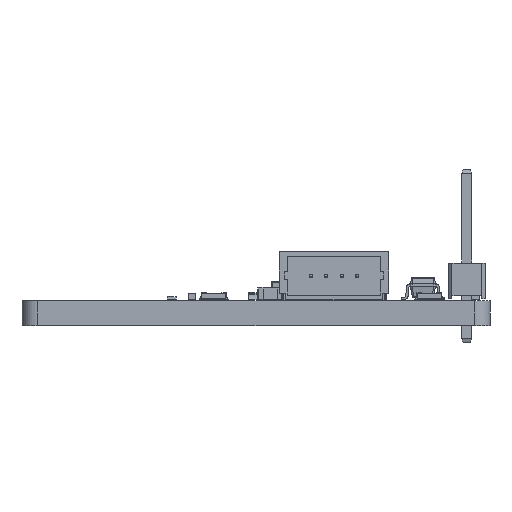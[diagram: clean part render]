
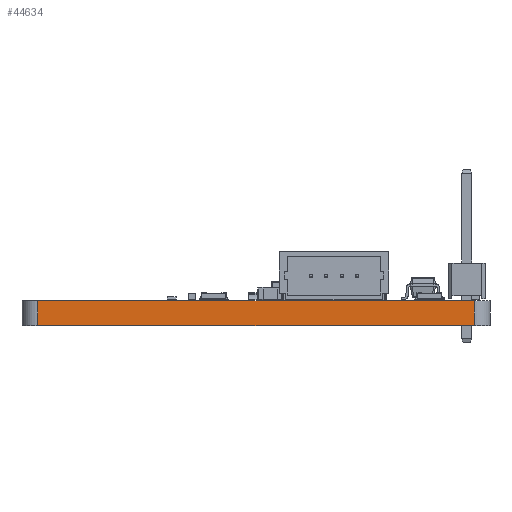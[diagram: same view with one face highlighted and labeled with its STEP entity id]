
A CAD part, front view. The second image highlights one B-rep face of the part: STEP entity #44634.
In plain terms, the highlighted planar face has unit normal (0, -1, 0).
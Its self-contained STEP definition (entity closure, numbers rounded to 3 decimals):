
#43372 = CYLINDRICAL_SURFACE('',#43373,1.);
#43373 = AXIS2_PLACEMENT_3D('',#43374,#43375,#43376);
#43374 = CARTESIAN_POINT('',(1.,1.,0.));
#43375 = DIRECTION('',(-0.,-0.,-1.));
#43376 = DIRECTION('',(1.,0.,-0.));
#43400 = PLANE('',#43401);
#43401 = AXIS2_PLACEMENT_3D('',#43402,#43403,#43404);
#43402 = CARTESIAN_POINT('',(14.963,15.,1.6));
#43403 = DIRECTION('',(-0.,-0.,-1.));
#43404 = DIRECTION('',(-1.,0.,0.));
#43454 = PLANE('',#43455);
#43455 = AXIS2_PLACEMENT_3D('',#43456,#43457,#43458);
#43456 = CARTESIAN_POINT('',(14.963,15.,0.));
#43457 = DIRECTION('',(-0.,-0.,-1.));
#43458 = DIRECTION('',(-1.,0.,0.));
#43471 = VERTEX_POINT('',#43472);
#43472 = CARTESIAN_POINT('',(1.,0.,1.6));
#43498 = EDGE_CURVE('',#43499,#43471,#43501,.T.);
#43499 = VERTEX_POINT('',#43500);
#43500 = CARTESIAN_POINT('',(1.,-0.,0.));
#43501 = SURFACE_CURVE('',#43502,(#43506,#43513),.PCURVE_S1.);
#43502 = LINE('',#43503,#43504);
#43503 = CARTESIAN_POINT('',(1.,-0.,0.));
#43504 = VECTOR('',#43505,1.);
#43505 = DIRECTION('',(0.,0.,1.));
#43506 = PCURVE('',#43372,#43507);
#43507 = DEFINITIONAL_REPRESENTATION('',(#43508),#43512);
#43508 = LINE('',#43509,#43510);
#43509 = CARTESIAN_POINT('',(-4.712,0.));
#43510 = VECTOR('',#43511,1.);
#43511 = DIRECTION('',(-0.,-1.));
#43512 = ( GEOMETRIC_REPRESENTATION_CONTEXT(2) 
PARAMETRIC_REPRESENTATION_CONTEXT() REPRESENTATION_CONTEXT('2D SPACE',''
  ) );
#43513 = PCURVE('',#43514,#43519);
#43514 = PLANE('',#43515);
#43515 = AXIS2_PLACEMENT_3D('',#43516,#43517,#43518);
#43516 = CARTESIAN_POINT('',(29.,0.,0.));
#43517 = DIRECTION('',(0.,-1.,0.));
#43518 = DIRECTION('',(-1.,0.,0.));
#43519 = DEFINITIONAL_REPRESENTATION('',(#43520),#43524);
#43520 = LINE('',#43521,#43522);
#43521 = CARTESIAN_POINT('',(28.,0.));
#43522 = VECTOR('',#43523,1.);
#43523 = DIRECTION('',(0.,-1.));
#43524 = ( GEOMETRIC_REPRESENTATION_CONTEXT(2) 
PARAMETRIC_REPRESENTATION_CONTEXT() REPRESENTATION_CONTEXT('2D SPACE',''
  ) );
#43835 = VERTEX_POINT('',#43836);
#43836 = CARTESIAN_POINT('',(29.,0.,0.));
#43855 = CYLINDRICAL_SURFACE('',#43856,1.);
#43856 = AXIS2_PLACEMENT_3D('',#43857,#43858,#43859);
#43857 = CARTESIAN_POINT('',(29.,1.,0.));
#43858 = DIRECTION('',(-0.,-0.,-1.));
#43859 = DIRECTION('',(1.,0.,-0.));
#43867 = EDGE_CURVE('',#43835,#43499,#43868,.T.);
#43868 = SURFACE_CURVE('',#43869,(#43873,#43880),.PCURVE_S1.);
#43869 = LINE('',#43870,#43871);
#43870 = CARTESIAN_POINT('',(29.,0.,0.));
#43871 = VECTOR('',#43872,1.);
#43872 = DIRECTION('',(-1.,-0.,0.));
#43873 = PCURVE('',#43454,#43874);
#43874 = DEFINITIONAL_REPRESENTATION('',(#43875),#43879);
#43875 = LINE('',#43876,#43877);
#43876 = CARTESIAN_POINT('',(-14.037,-15.));
#43877 = VECTOR('',#43878,1.);
#43878 = DIRECTION('',(1.,0.));
#43879 = ( GEOMETRIC_REPRESENTATION_CONTEXT(2) 
PARAMETRIC_REPRESENTATION_CONTEXT() REPRESENTATION_CONTEXT('2D SPACE',''
  ) );
#43880 = PCURVE('',#43514,#43881);
#43881 = DEFINITIONAL_REPRESENTATION('',(#43882),#43886);
#43882 = LINE('',#43883,#43884);
#43883 = CARTESIAN_POINT('',(0.,-0.));
#43884 = VECTOR('',#43885,1.);
#43885 = DIRECTION('',(1.,0.));
#43886 = ( GEOMETRIC_REPRESENTATION_CONTEXT(2) 
PARAMETRIC_REPRESENTATION_CONTEXT() REPRESENTATION_CONTEXT('2D SPACE',''
  ) );
#44346 = VERTEX_POINT('',#44347);
#44347 = CARTESIAN_POINT('',(29.,0.,1.6));
#44373 = EDGE_CURVE('',#44346,#43471,#44374,.T.);
#44374 = SURFACE_CURVE('',#44375,(#44379,#44386),.PCURVE_S1.);
#44375 = LINE('',#44376,#44377);
#44376 = CARTESIAN_POINT('',(29.,0.,1.6));
#44377 = VECTOR('',#44378,1.);
#44378 = DIRECTION('',(-1.,-0.,0.));
#44379 = PCURVE('',#43400,#44380);
#44380 = DEFINITIONAL_REPRESENTATION('',(#44381),#44385);
#44381 = LINE('',#44382,#44383);
#44382 = CARTESIAN_POINT('',(-14.037,-15.));
#44383 = VECTOR('',#44384,1.);
#44384 = DIRECTION('',(1.,0.));
#44385 = ( GEOMETRIC_REPRESENTATION_CONTEXT(2) 
PARAMETRIC_REPRESENTATION_CONTEXT() REPRESENTATION_CONTEXT('2D SPACE',''
  ) );
#44386 = PCURVE('',#43514,#44387);
#44387 = DEFINITIONAL_REPRESENTATION('',(#44388),#44392);
#44388 = LINE('',#44389,#44390);
#44389 = CARTESIAN_POINT('',(0.,-1.6));
#44390 = VECTOR('',#44391,1.);
#44391 = DIRECTION('',(1.,0.));
#44392 = ( GEOMETRIC_REPRESENTATION_CONTEXT(2) 
PARAMETRIC_REPRESENTATION_CONTEXT() REPRESENTATION_CONTEXT('2D SPACE',''
  ) );
#44634 = ADVANCED_FACE('',(#44635),#43514,.T.);
#44635 = FACE_BOUND('',#44636,.T.);
#44636 = EDGE_LOOP('',(#44637,#44658,#44659,#44660));
#44637 = ORIENTED_EDGE('',*,*,#44638,.T.);
#44638 = EDGE_CURVE('',#43835,#44346,#44639,.T.);
#44639 = SURFACE_CURVE('',#44640,(#44644,#44651),.PCURVE_S1.);
#44640 = LINE('',#44641,#44642);
#44641 = CARTESIAN_POINT('',(29.,0.,0.));
#44642 = VECTOR('',#44643,1.);
#44643 = DIRECTION('',(0.,0.,1.));
#44644 = PCURVE('',#43514,#44645);
#44645 = DEFINITIONAL_REPRESENTATION('',(#44646),#44650);
#44646 = LINE('',#44647,#44648);
#44647 = CARTESIAN_POINT('',(0.,-0.));
#44648 = VECTOR('',#44649,1.);
#44649 = DIRECTION('',(0.,-1.));
#44650 = ( GEOMETRIC_REPRESENTATION_CONTEXT(2) 
PARAMETRIC_REPRESENTATION_CONTEXT() REPRESENTATION_CONTEXT('2D SPACE',''
  ) );
#44651 = PCURVE('',#43855,#44652);
#44652 = DEFINITIONAL_REPRESENTATION('',(#44653),#44657);
#44653 = LINE('',#44654,#44655);
#44654 = CARTESIAN_POINT('',(-4.712,0.));
#44655 = VECTOR('',#44656,1.);
#44656 = DIRECTION('',(-0.,-1.));
#44657 = ( GEOMETRIC_REPRESENTATION_CONTEXT(2) 
PARAMETRIC_REPRESENTATION_CONTEXT() REPRESENTATION_CONTEXT('2D SPACE',''
  ) );
#44658 = ORIENTED_EDGE('',*,*,#44373,.T.);
#44659 = ORIENTED_EDGE('',*,*,#43498,.F.);
#44660 = ORIENTED_EDGE('',*,*,#43867,.F.);
